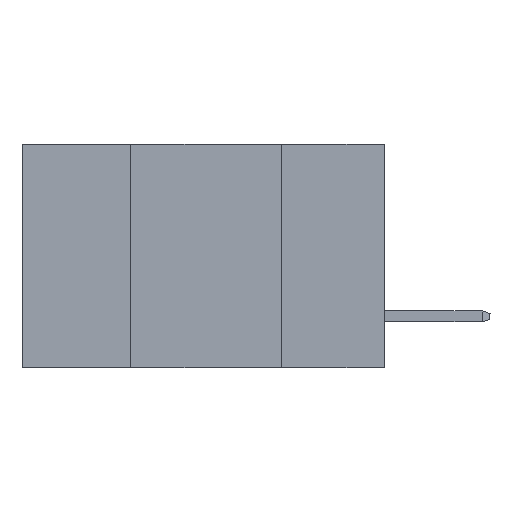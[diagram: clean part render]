
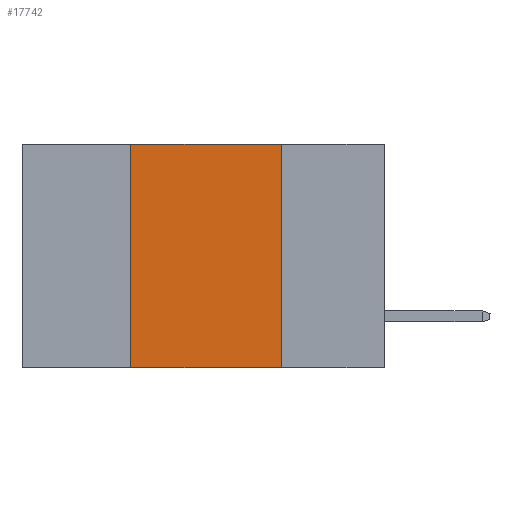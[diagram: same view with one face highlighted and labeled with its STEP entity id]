
A CAD part, left-side view. The second image highlights one B-rep face of the part: STEP entity #17742.
In plain terms, the highlighted planar face has unit normal (-1, 0, 0).
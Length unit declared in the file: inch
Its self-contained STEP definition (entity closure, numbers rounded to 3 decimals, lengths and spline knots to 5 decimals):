
#195 = DIRECTION ( 'NONE',  ( 0., 0., 1. ) ) ;
#277 = LINE ( 'NONE', #5979, #19353 ) ;
#996 = VECTOR ( 'NONE', #4960, 39.37008 ) ;
#1544 = ORIENTED_EDGE ( 'NONE', *, *, #11668, .F. ) ;
#3593 = CARTESIAN_POINT ( 'NONE',  ( 0., 0.17, -0.37 ) ) ;
#4960 = DIRECTION ( 'NONE',  ( 0., 0., -1. ) ) ;
#5099 = DIRECTION ( 'NONE',  ( 1., 0., 0. ) ) ;
#5481 = VERTEX_POINT ( 'NONE', #12784 ) ;
#5520 = CARTESIAN_POINT ( 'NONE',  ( 0., 0.6, -0.37 ) ) ;
#5849 = VERTEX_POINT ( 'NONE', #3593 ) ;
#5979 = CARTESIAN_POINT ( 'NONE',  ( 0., 0.42, -0.37 ) ) ;
#6615 = CARTESIAN_POINT ( 'NONE',  ( 0., 0.6, 0. ) ) ;
#7173 = LINE ( 'NONE', #5520, #21417 ) ;
#11647 = ORIENTED_EDGE ( 'NONE', *, *, #16859, .F. ) ;
#11668 = EDGE_CURVE ( 'NONE', #22293, #5481, #277, .T. ) ;
#12048 = FACE_OUTER_BOUND ( 'NONE', #21798, .T. ) ;
#12450 = CARTESIAN_POINT ( 'NONE',  ( 0., 0.17, -0.37 ) ) ;
#12575 = PLANE ( 'NONE',  #23085 ) ;
#12784 = CARTESIAN_POINT ( 'NONE',  ( 0., 0.42, 0. ) ) ;
#13057 = EDGE_CURVE ( 'NONE', #22293, #5849, #7173, .T. ) ;
#13655 = CARTESIAN_POINT ( 'NONE',  ( 0., 0.17, 0. ) ) ;
#16151 = CARTESIAN_POINT ( 'NONE',  ( 0., 0.6, 0. ) ) ;
#16516 = DIRECTION ( 'NONE',  ( 0., -1., 0. ) ) ;
#16859 = EDGE_CURVE ( 'NONE', #5481, #23283, #17515, .T. ) ;
#16957 = EDGE_CURVE ( 'NONE', #23283, #5849, #20463, .T. ) ;
#17515 = LINE ( 'NONE', #6615, #22038 ) ;
#17742 = ADVANCED_FACE ( 'NONE', ( #12048 ), #12575, .F. ) ;
#17866 = DIRECTION ( 'NONE',  ( 0., 0., -1. ) ) ;
#17938 = CARTESIAN_POINT ( 'NONE',  ( 0., 0.42, -0.37 ) ) ;
#19264 = DIRECTION ( 'NONE',  ( 0., -1., 0. ) ) ;
#19353 = VECTOR ( 'NONE', #195, 39.37008 ) ;
#20120 = ORIENTED_EDGE ( 'NONE', *, *, #16957, .F. ) ;
#20463 = LINE ( 'NONE', #12450, #996 ) ;
#21417 = VECTOR ( 'NONE', #16516, 39.37008 ) ;
#21798 = EDGE_LOOP ( 'NONE', ( #20120, #11647, #1544, #22230 ) ) ;
#22038 = VECTOR ( 'NONE', #19264, 39.37008 ) ;
#22230 = ORIENTED_EDGE ( 'NONE', *, *, #13057, .T. ) ;
#22293 = VERTEX_POINT ( 'NONE', #17938 ) ;
#23085 = AXIS2_PLACEMENT_3D ( 'NONE', #16151, #5099, #17866 ) ;
#23283 = VERTEX_POINT ( 'NONE', #13655 ) ;
